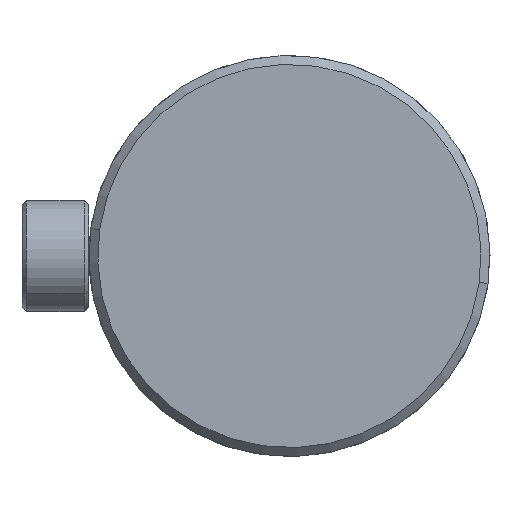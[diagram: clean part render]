
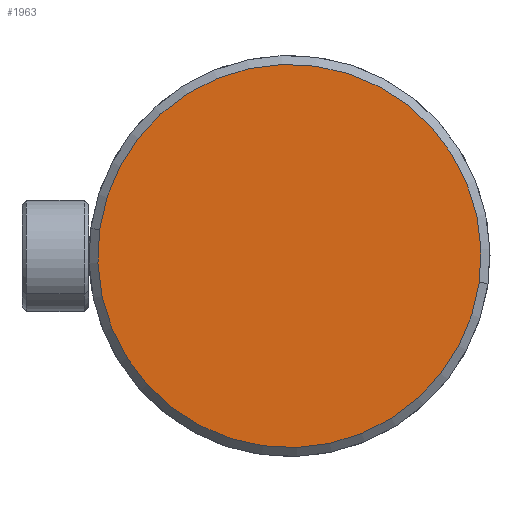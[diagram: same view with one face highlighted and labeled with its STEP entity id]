
A CAD part, left-side view. The second image highlights one B-rep face of the part: STEP entity #1963.
In plain terms, the highlighted planar face has unit normal (-1, 0, 0).
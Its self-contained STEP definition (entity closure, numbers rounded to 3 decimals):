
#171 = CIRCLE ( 'NONE', #2122, 43. ) ;
#173 = CARTESIAN_POINT ( 'NONE',  ( -15., 0., 0. ) ) ;
#184 = ORIENTED_EDGE ( 'NONE', *, *, #1995, .F. ) ;
#531 = CARTESIAN_POINT ( 'NONE',  ( -15., 43., 0. ) ) ;
#544 = CARTESIAN_POINT ( 'NONE',  ( -15., -43., 0. ) ) ;
#639 = AXIS2_PLACEMENT_3D ( 'NONE', #2719, #1062, #2218 ) ;
#703 = VERTEX_POINT ( 'NONE', #531 ) ;
#770 = CIRCLE ( 'NONE', #639, 43. ) ;
#967 = ORIENTED_EDGE ( 'NONE', *, *, #1612, .F. ) ;
#1062 = DIRECTION ( 'NONE',  ( 1., 0., 0. ) ) ;
#1122 = DIRECTION ( 'NONE',  ( 0., 1., 0. ) ) ;
#1436 = DIRECTION ( 'NONE',  ( -1., 0., 0. ) ) ;
#1500 = EDGE_LOOP ( 'NONE', ( #967, #184 ) ) ;
#1612 = EDGE_CURVE ( 'NONE', #703, #3104, #770, .T. ) ;
#1823 = DIRECTION ( 'NONE',  ( 1., 0., 0. ) ) ;
#1851 = PLANE ( 'NONE',  #2212 ) ;
#1902 = CARTESIAN_POINT ( 'NONE',  ( -15., 0., 0. ) ) ;
#1963 = ADVANCED_FACE ( 'NONE', ( #2329 ), #1851, .T. ) ;
#1995 = EDGE_CURVE ( 'NONE', #3104, #703, #171, .T. ) ;
#2023 = DIRECTION ( 'NONE',  ( 0., -1., 0. ) ) ;
#2122 = AXIS2_PLACEMENT_3D ( 'NONE', #173, #1823, #1122 ) ;
#2212 = AXIS2_PLACEMENT_3D ( 'NONE', #1902, #1436, #2023 ) ;
#2218 = DIRECTION ( 'NONE',  ( 0., 1., 0. ) ) ;
#2329 = FACE_OUTER_BOUND ( 'NONE', #1500, .T. ) ;
#2719 = CARTESIAN_POINT ( 'NONE',  ( -15., 0., 0. ) ) ;
#3104 = VERTEX_POINT ( 'NONE', #544 ) ;
